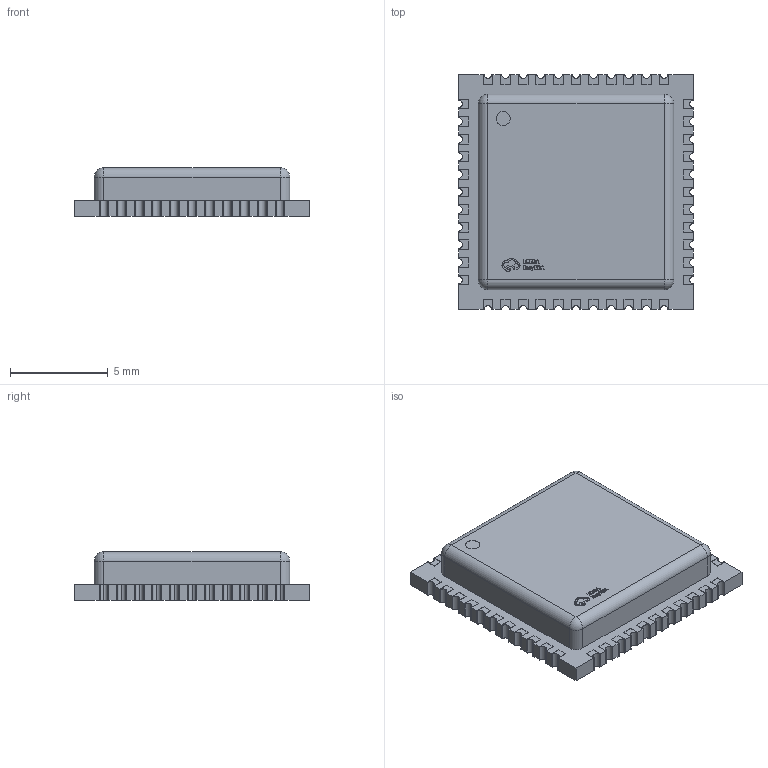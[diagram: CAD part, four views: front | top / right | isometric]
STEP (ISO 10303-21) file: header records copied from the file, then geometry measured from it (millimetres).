
FILE_DESCRIPTION (( 'STEP AP214' ), '1' );
FILE_NAME ('WIRELM-SMD_E103-RTL8189FTV.STEP', '2025-01-05T09:11:56', ( '' ), ( '' ), 'SwSTEP 2.0', 'SolidWorks 2020', '' );
FILE_SCHEMA (( 'AUTOMOTIVE_DESIGN' ));
Length unit declared in the file: millimetre
Products named in the file (1): WIRELM-SMD_E103-RTL8189FTV
Bounding box: 12.02 x 12.02 x 2.52 mm (x, y, z)
Volume: 281 mm3; surface area: 390.6 mm2
Topology: 1 solids, 1 shells, 701 faces, 2026 edges, 1344 vertices
Faces by surface type: plane 534, bspline 98, cylinder 65, sphere 4
Entity records: 30624 total; most frequent: CARTESIAN_POINT 5374, ORIENTED_EDGE 4044, DIRECTION 3160, EDGE_CURVE 2022, VECTOR 1692, LINE 1692, VERTEX_POINT 1344, AXIS2_PLACEMENT_3D 734
